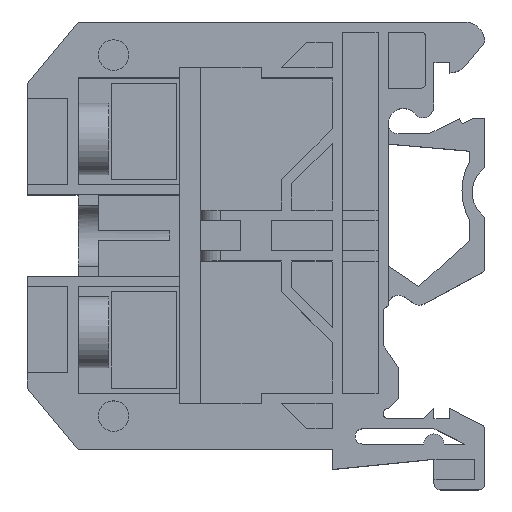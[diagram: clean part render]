
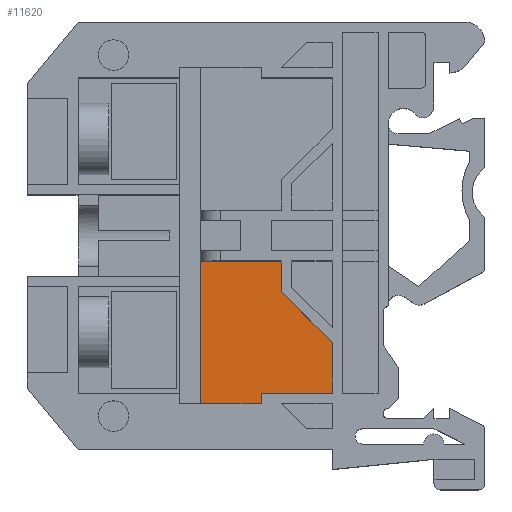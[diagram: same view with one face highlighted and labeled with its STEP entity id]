
A CAD part, top view. The second image highlights one B-rep face of the part: STEP entity #11620.
In plain terms, the highlighted planar face has unit normal (0, 0, 1).
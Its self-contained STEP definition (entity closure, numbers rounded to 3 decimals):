
#46 = LINE ( 'NONE', #9996, #14639 ) ;
#240 = CARTESIAN_POINT ( 'NONE',  ( 23., -16.5, 1. ) ) ;
#760 = VERTEX_POINT ( 'NONE', #1423 ) ;
#789 = CARTESIAN_POINT ( 'NONE',  ( 17., 16.5, 1. ) ) ;
#902 = VERTEX_POINT ( 'NONE', #10291 ) ;
#932 = DIRECTION ( 'NONE',  ( 0., 1., 0. ) ) ;
#1027 = ORIENTED_EDGE ( 'NONE', *, *, #2278, .T. ) ;
#1034 = DIRECTION ( 'NONE',  ( 1., 0., 0. ) ) ;
#1184 = ORIENTED_EDGE ( 'NONE', *, *, #2339, .F. ) ;
#1219 = VERTEX_POINT ( 'NONE', #12155 ) ;
#1263 = ORIENTED_EDGE ( 'NONE', *, *, #2420, .T. ) ;
#1357 = ORIENTED_EDGE ( 'NONE', *, *, #2441, .T. ) ;
#1423 = CARTESIAN_POINT ( 'NONE',  ( 25., -2.5, 1. ) ) ;
#1450 = ORIENTED_EDGE ( 'NONE', *, *, #2485, .T. ) ;
#1568 = ORIENTED_EDGE ( 'NONE', *, *, #2526, .T. ) ;
#1655 = ORIENTED_EDGE ( 'NONE', *, *, #2578, .T. ) ;
#1712 = CARTESIAN_POINT ( 'NONE',  ( 25., -5.5, 1. ) ) ;
#1792 = ORIENTED_EDGE ( 'NONE', *, *, #2642, .T. ) ;
#2221 = VERTEX_POINT ( 'NONE', #240 ) ;
#2278 = EDGE_CURVE ( 'NONE', #760, #902, #46, .T. ) ;
#2306 = VERTEX_POINT ( 'NONE', #5599 ) ;
#2339 = EDGE_CURVE ( 'NONE', #1219, #902, #14510, .T. ) ;
#2420 = EDGE_CURVE ( 'NONE', #1219, #2221, #14211, .T. ) ;
#2441 = EDGE_CURVE ( 'NONE', #2221, #2306, #14116, .T. ) ;
#2485 = EDGE_CURVE ( 'NONE', #2306, #2742, #14016, .T. ) ;
#2526 = EDGE_CURVE ( 'NONE', #2742, #2928, #13823, .T. ) ;
#2578 = EDGE_CURVE ( 'NONE', #2928, #2945, #13761, .T. ) ;
#2642 = EDGE_CURVE ( 'NONE', #2945, #760, #13520, .T. ) ;
#2742 = VERTEX_POINT ( 'NONE', #12656 ) ;
#2928 = VERTEX_POINT ( 'NONE', #6307 ) ;
#2945 = VERTEX_POINT ( 'NONE', #1712 ) ;
#3936 = DIRECTION ( 'NONE',  ( 0., 1., 0. ) ) ;
#4617 = AXIS2_PLACEMENT_3D ( 'NONE', #14624, #7990, #1034 ) ;
#5599 = CARTESIAN_POINT ( 'NONE',  ( 23., -15.5, 1. ) ) ;
#5727 = DIRECTION ( 'NONE',  ( 0., 1., 0. ) ) ;
#5779 = CARTESIAN_POINT ( 'NONE',  ( 23., -16.5, 1. ) ) ;
#6307 = CARTESIAN_POINT ( 'NONE',  ( 30., -10.5, 1. ) ) ;
#7056 = EDGE_LOOP ( 'NONE', ( #1027, #1184, #1263, #1357, #1450, #1568, #1655, #1792 ) ) ;
#7457 = CARTESIAN_POINT ( 'NONE',  ( 25., -5.5, 1. ) ) ;
#7990 = DIRECTION ( 'NONE',  ( 0., 0., 1. ) ) ;
#7996 = DIRECTION ( 'NONE',  ( 0., 1., 0. ) ) ;
#8426 = DIRECTION ( 'NONE',  ( -0.707, 0.707, 0. ) ) ;
#9042 = DIRECTION ( 'NONE',  ( -1., 0., 0. ) ) ;
#9100 = CARTESIAN_POINT ( 'NONE',  ( 30., -15.5, 1. ) ) ;
#9686 = FACE_OUTER_BOUND ( 'NONE', #7056, .T. ) ;
#9996 = CARTESIAN_POINT ( 'NONE',  ( 25., -2.5, 1. ) ) ;
#10077 = CARTESIAN_POINT ( 'NONE',  ( 15., -16.5, 1. ) ) ;
#10291 = CARTESIAN_POINT ( 'NONE',  ( 17., -2.5, 1. ) ) ;
#10647 = CARTESIAN_POINT ( 'NONE',  ( 30., -10.5, 1. ) ) ;
#11620 = ADVANCED_FACE ( 'NONE', ( #9686 ), #14575, .T. ) ;
#11793 = DIRECTION ( 'NONE',  ( 1., 0., 0. ) ) ;
#12155 = CARTESIAN_POINT ( 'NONE',  ( 17., -16.5, 1. ) ) ;
#12208 = DIRECTION ( 'NONE',  ( 1., 0., 0. ) ) ;
#12656 = CARTESIAN_POINT ( 'NONE',  ( 30., -15.5, 1. ) ) ;
#13506 = VECTOR ( 'NONE', #3936, 1000. ) ;
#13520 = LINE ( 'NONE', #7457, #13506 ) ;
#13691 = VECTOR ( 'NONE', #8426, 1000. ) ;
#13761 = LINE ( 'NONE', #10647, #13691 ) ;
#13813 = VECTOR ( 'NONE', #7996, 1000. ) ;
#13823 = LINE ( 'NONE', #9100, #13813 ) ;
#13933 = VECTOR ( 'NONE', #11793, 1000. ) ;
#14016 = LINE ( 'NONE', #14128, #13933 ) ;
#14114 = VECTOR ( 'NONE', #5727, 1000. ) ;
#14116 = LINE ( 'NONE', #5779, #14114 ) ;
#14128 = CARTESIAN_POINT ( 'NONE',  ( 23., -15.5, 1. ) ) ;
#14155 = VECTOR ( 'NONE', #12208, 1000. ) ;
#14211 = LINE ( 'NONE', #10077, #14155 ) ;
#14423 = VECTOR ( 'NONE', #932, 1000. ) ;
#14510 = LINE ( 'NONE', #789, #14423 ) ;
#14575 = PLANE ( 'NONE',  #4617 ) ;
#14624 = CARTESIAN_POINT ( 'NONE',  ( 7., -4., 1. ) ) ;
#14639 = VECTOR ( 'NONE', #9042, 1000. ) ;
